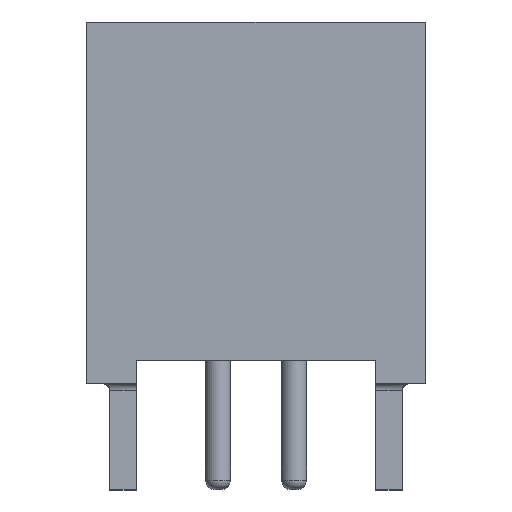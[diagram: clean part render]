
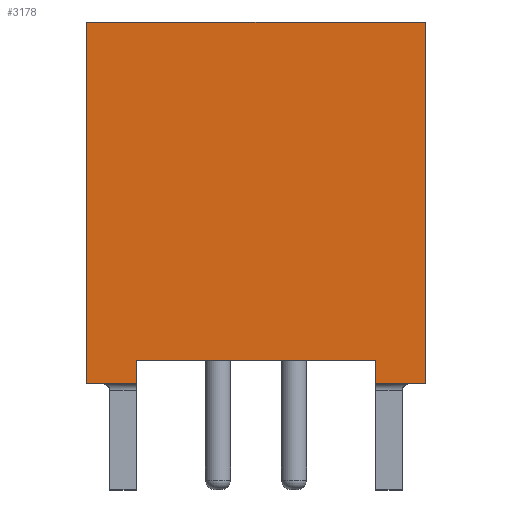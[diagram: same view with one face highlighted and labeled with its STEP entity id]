
A CAD part, top view. The second image highlights one B-rep face of the part: STEP entity #3178.
In plain terms, the highlighted planar face has unit normal (0, 0, 1).
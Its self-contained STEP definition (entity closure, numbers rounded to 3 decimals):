
#144 = ORIENTED_EDGE ( 'NONE', *, *, #4377, .T. ) ;
#322 = DIRECTION ( 'NONE',  ( 0., -1., 0. ) ) ;
#370 = DIRECTION ( 'NONE',  ( -1., 0., 0. ) ) ;
#434 = CARTESIAN_POINT ( 'NONE',  ( 3.15, -5.05, 15.2 ) ) ;
#475 = CARTESIAN_POINT ( 'NONE',  ( -4.45, 4.45, 15.2 ) ) ;
#514 = VECTOR ( 'NONE', #2077, 1000. ) ;
#693 = DIRECTION ( 'NONE',  ( 1., 0., 0. ) ) ;
#775 = LINE ( 'NONE', #2617, #1863 ) ;
#811 = EDGE_CURVE ( 'NONE', #4324, #4717, #4397, .T. ) ;
#955 = VECTOR ( 'NONE', #2307, 1000. ) ;
#1066 = CARTESIAN_POINT ( 'NONE',  ( -3.15, -5.05, 15.2 ) ) ;
#1197 = EDGE_CURVE ( 'NONE', #4705, #1560, #3952, .T. ) ;
#1211 = DIRECTION ( 'NONE',  ( 0., 0., 1. ) ) ;
#1230 = VECTOR ( 'NONE', #3344, 1000. ) ;
#1271 = DIRECTION ( 'NONE',  ( 0., -1., 0. ) ) ;
#1343 = VERTEX_POINT ( 'NONE', #475 ) ;
#1396 = EDGE_CURVE ( 'NONE', #1751, #3493, #3834, .T. ) ;
#1451 = VERTEX_POINT ( 'NONE', #434 ) ;
#1526 = ORIENTED_EDGE ( 'NONE', *, *, #3896, .F. ) ;
#1536 = CARTESIAN_POINT ( 'NONE',  ( 3.15, 0., 15.2 ) ) ;
#1560 = VERTEX_POINT ( 'NONE', #1066 ) ;
#1561 = DIRECTION ( 'NONE',  ( 0., 1., 0. ) ) ;
#1690 = CARTESIAN_POINT ( 'NONE',  ( 4.45, 4.45, 15.2 ) ) ;
#1751 = VERTEX_POINT ( 'NONE', #2544 ) ;
#1863 = VECTOR ( 'NONE', #370, 1000. ) ;
#1940 = PLANE ( 'NONE',  #2273 ) ;
#2049 = ORIENTED_EDGE ( 'NONE', *, *, #1396, .T. ) ;
#2077 = DIRECTION ( 'NONE',  ( 0., 1., 0. ) ) ;
#2095 = LINE ( 'NONE', #2943, #3102 ) ;
#2223 = LINE ( 'NONE', #3701, #1230 ) ;
#2263 = EDGE_CURVE ( 'NONE', #1451, #3493, #3447, .T. ) ;
#2273 = AXIS2_PLACEMENT_3D ( 'NONE', #3464, #1211, #3826 ) ;
#2307 = DIRECTION ( 'NONE',  ( 1., 0., 0. ) ) ;
#2440 = VECTOR ( 'NONE', #1561, 1000. ) ;
#2444 = ORIENTED_EDGE ( 'NONE', *, *, #2956, .T. ) ;
#2521 = ORIENTED_EDGE ( 'NONE', *, *, #811, .T. ) ;
#2544 = CARTESIAN_POINT ( 'NONE',  ( -3.15, -4.45, 15.2 ) ) ;
#2615 = FACE_OUTER_BOUND ( 'NONE', #2887, .T. ) ;
#2617 = CARTESIAN_POINT ( 'NONE',  ( -4.45, 4.45, 15.2 ) ) ;
#2887 = EDGE_LOOP ( 'NONE', ( #1526, #2049, #4016, #2444, #2521, #3063, #144, #3451 ) ) ;
#2943 = CARTESIAN_POINT ( 'NONE',  ( -3.15, 0., 15.2 ) ) ;
#2956 = EDGE_CURVE ( 'NONE', #1451, #4324, #2223, .T. ) ;
#2960 = VECTOR ( 'NONE', #693, 1000. ) ;
#3063 = ORIENTED_EDGE ( 'NONE', *, *, #4756, .T. ) ;
#3100 = CARTESIAN_POINT ( 'NONE',  ( 4.45, -5.05, 15.2 ) ) ;
#3102 = VECTOR ( 'NONE', #322, 1000. ) ;
#3178 = ADVANCED_FACE ( 'NONE', ( #2615 ), #1940, .T. ) ;
#3335 = CARTESIAN_POINT ( 'NONE',  ( 0., -5.05, 15.2 ) ) ;
#3344 = DIRECTION ( 'NONE',  ( 1., 0., 0. ) ) ;
#3447 = LINE ( 'NONE', #1536, #2440 ) ;
#3451 = ORIENTED_EDGE ( 'NONE', *, *, #1197, .T. ) ;
#3464 = CARTESIAN_POINT ( 'NONE',  ( 0., 0., 15.2 ) ) ;
#3493 = VERTEX_POINT ( 'NONE', #4708 ) ;
#3701 = CARTESIAN_POINT ( 'NONE',  ( 0., -5.05, 15.2 ) ) ;
#3706 = CARTESIAN_POINT ( 'NONE',  ( -4.45, -5.05, 15.2 ) ) ;
#3722 = LINE ( 'NONE', #3882, #4716 ) ;
#3826 = DIRECTION ( 'NONE',  ( 1., 0., 0. ) ) ;
#3834 = LINE ( 'NONE', #4560, #955 ) ;
#3882 = CARTESIAN_POINT ( 'NONE',  ( -4.45, 4.45, 15.2 ) ) ;
#3896 = EDGE_CURVE ( 'NONE', #1751, #1560, #2095, .T. ) ;
#3952 = LINE ( 'NONE', #3335, #2960 ) ;
#4016 = ORIENTED_EDGE ( 'NONE', *, *, #2263, .F. ) ;
#4080 = CARTESIAN_POINT ( 'NONE',  ( 4.45, 4.45, 15.2 ) ) ;
#4324 = VERTEX_POINT ( 'NONE', #3100 ) ;
#4377 = EDGE_CURVE ( 'NONE', #1343, #4705, #3722, .T. ) ;
#4397 = LINE ( 'NONE', #1690, #514 ) ;
#4560 = CARTESIAN_POINT ( 'NONE',  ( 0., -4.45, 15.2 ) ) ;
#4705 = VERTEX_POINT ( 'NONE', #3706 ) ;
#4708 = CARTESIAN_POINT ( 'NONE',  ( 3.15, -4.45, 15.2 ) ) ;
#4716 = VECTOR ( 'NONE', #1271, 1000. ) ;
#4717 = VERTEX_POINT ( 'NONE', #4080 ) ;
#4756 = EDGE_CURVE ( 'NONE', #4717, #1343, #775, .T. ) ;
